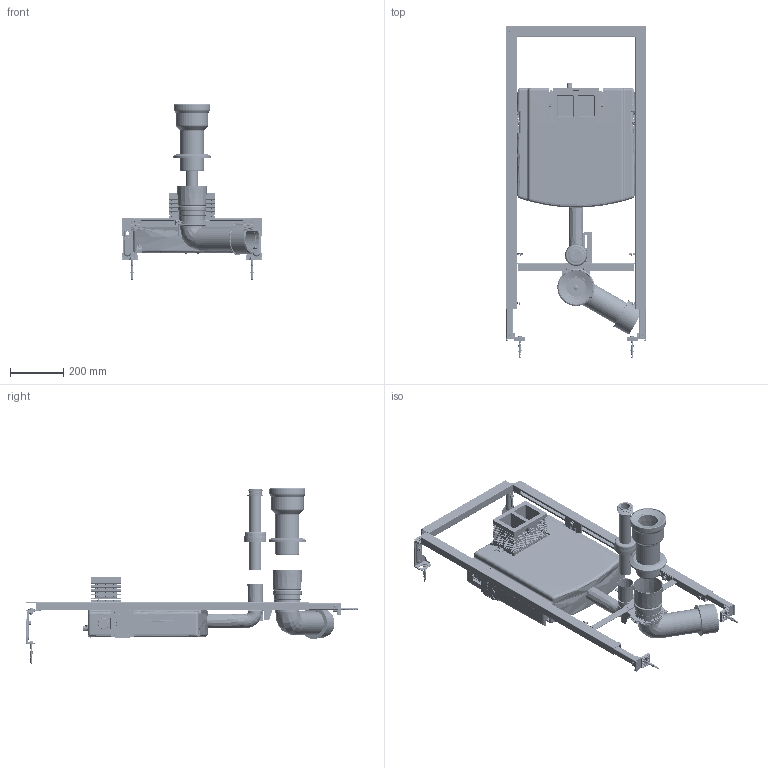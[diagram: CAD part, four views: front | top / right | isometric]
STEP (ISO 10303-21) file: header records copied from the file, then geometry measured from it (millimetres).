
FILE_DESCRIPTION((''),'2;1');
FILE_NAME('90_735_00_S001-STAND-WC_ASM','2019-01-17T',('mberthel'),(''),'PRO/ENGINEER BY PARAMETRIC TECHNOLOGY CORPORATION, 2015030','PRO/ENGINEER BY PARAMETRIC TECHNOLOGY CORPORATION, 2015030','');
FILE_SCHEMA(('CONFIG_CONTROL_DESIGN'));
Length unit declared in the file: millimetre
Products named in the file (1): 90_735_00_S001-STAND-WC_ASM
Bounding box: 528.18 x 1245 x 657.14 mm (x, y, z)
Surface area: 3749334 mm2 (no closed solid volume)
Topology: 0 solids, 440 shells, 8023 faces, 28590 edges, 20398 vertices
Faces by surface type: plane 4165, cylinder 1959, cone 745, bspline 575, torus 490, sphere 89
Entity records: 413273 total; most frequent: CARTESIAN_POINT 147120, DIRECTION 44162, ORIENTED_EDGE 42959, EDGE_CURVE 28537, VERTEX_POINT 20397, VECTOR 16948, LINE 16948, AXIS2_PLACEMENT_3D 13607
